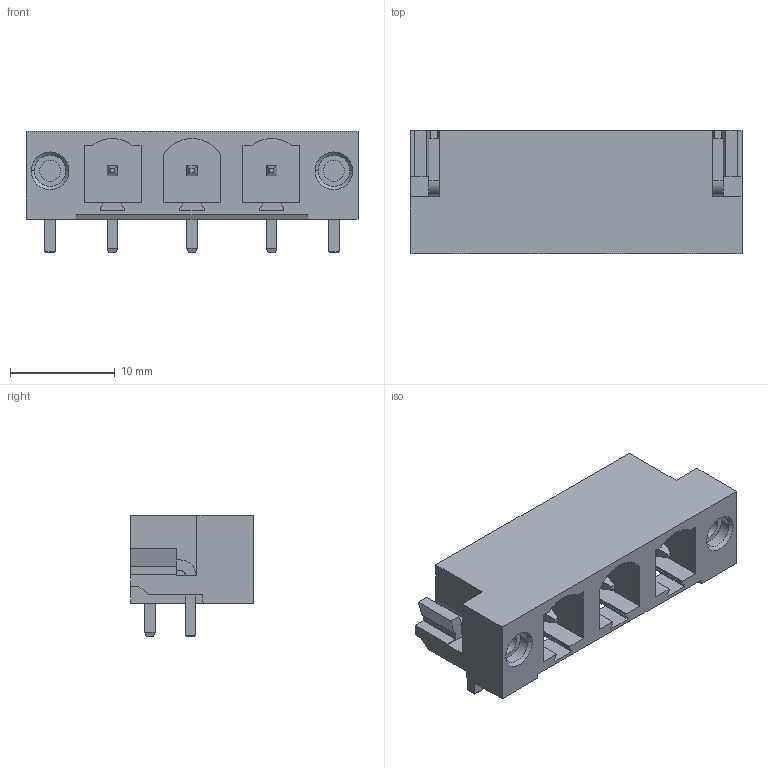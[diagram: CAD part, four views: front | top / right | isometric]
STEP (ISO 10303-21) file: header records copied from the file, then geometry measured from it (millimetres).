
FILE_DESCRIPTION(('CATIA V5 STEP Exchange','CAx-IF Rec.Pracs.--- Model Styling and Organization---1.2---2011-12-15'),'2;1');
FILE_NAME ('D1452195_0_1472620000_1472620000.stp','2018-11-15T17:09:32+00:00',('none'),('Weidmueller'),'CATIA Version 5-6 Release 2014','CATIA V5 STEP AP214','none');
FILE_SCHEMA(('AUTOMOTIVE_DESIGN { 1 0 10303 214 1 1 1 1 }'));
Length unit declared in the file: millimetre
Products named in the file (1): 1472620000
Bounding box: 31.72 x 11.75 x 11.6 mm (x, y, z)
Volume: 1913.9 mm3; surface area: 2862.7 mm2
Topology: 8 solids, 8 shells, 261 faces, 697 edges, 452 vertices
Faces by surface type: plane 222, cylinder 35, cone 4
Entity records: 7288 total; most frequent: ORIENTED_EDGE 1394, CARTESIAN_POINT 1294, DIRECTION 961, EDGE_CURVE 673, VECTOR 579, LINE 579, VERTEX_POINT 428, EDGE_LOOP 281
